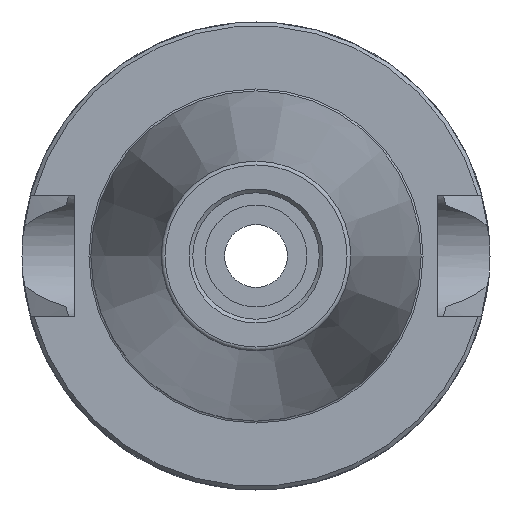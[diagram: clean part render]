
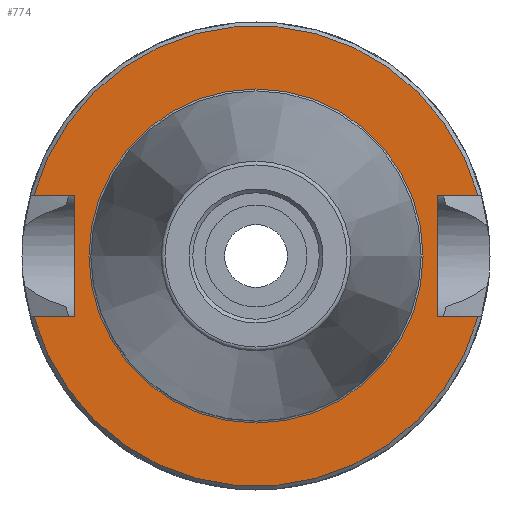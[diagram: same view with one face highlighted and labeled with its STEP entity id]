
A CAD part, left-side view. The second image highlights one B-rep face of the part: STEP entity #774.
In plain terms, the highlighted planar face has unit normal (-1, 0, 0).
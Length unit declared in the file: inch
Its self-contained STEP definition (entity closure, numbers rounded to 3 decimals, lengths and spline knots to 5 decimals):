
#98=LINE('',#1200,#143);
#104=LINE('',#1213,#149);
#106=LINE('',#1225,#151);
#108=LINE('',#1287,#153);
#114=LINE('',#1300,#159);
#117=LINE('',#1314,#162);
#143=VECTOR('',#966,39.37008);
#149=VECTOR('',#974,39.37008);
#151=VECTOR('',#978,39.37008);
#153=VECTOR('',#986,39.37008);
#159=VECTOR('',#994,39.37008);
#162=VECTOR('',#999,39.37008);
#189=FACE_BOUND('',#276,.T.);
#225=FACE_OUTER_BOUND('',#275,.T.);
#275=EDGE_LOOP('',(#669,#670,#671,#672,#673,#674,#675,#676));
#276=EDGE_LOOP('',(#677));
#305=CIRCLE('',#841,0.885);
#318=CIRCLE('',#863,1.22);
#321=CIRCLE('',#867,1.22);
#354=VERTEX_POINT('',#1194);
#355=VERTEX_POINT('',#1199);
#360=VERTEX_POINT('',#1210);
#361=VERTEX_POINT('',#1212);
#372=VERTEX_POINT('',#1281);
#373=VERTEX_POINT('',#1286);
#378=VERTEX_POINT('',#1297);
#379=VERTEX_POINT('',#1299);
#389=VERTEX_POINT('',#1366);
#435=EDGE_CURVE('',#354,#355,#98,.T.);
#441=EDGE_CURVE('',#360,#361,#104,.T.);
#445=EDGE_CURVE('',#355,#360,#106,.T.);
#456=EDGE_CURVE('',#373,#372,#108,.T.);
#462=EDGE_CURVE('',#379,#378,#114,.T.);
#467=EDGE_CURVE('',#373,#378,#117,.T.);
#477=EDGE_CURVE('',#389,#389,#305,.T.);
#495=EDGE_CURVE('',#354,#379,#318,.T.);
#498=EDGE_CURVE('',#372,#361,#321,.T.);
#669=ORIENTED_EDGE('',*,*,#441,.F.);
#670=ORIENTED_EDGE('',*,*,#445,.F.);
#671=ORIENTED_EDGE('',*,*,#435,.F.);
#672=ORIENTED_EDGE('',*,*,#495,.T.);
#673=ORIENTED_EDGE('',*,*,#462,.T.);
#674=ORIENTED_EDGE('',*,*,#467,.F.);
#675=ORIENTED_EDGE('',*,*,#456,.T.);
#676=ORIENTED_EDGE('',*,*,#498,.T.);
#677=ORIENTED_EDGE('',*,*,#477,.T.);
#738=PLANE('',#868);
#774=ADVANCED_FACE('',(#225,#189),#738,.F.);
#841=AXIS2_PLACEMENT_3D('',#1367,#1013,#1014);
#863=AXIS2_PLACEMENT_3D('',#1404,#1062,#1063);
#867=AXIS2_PLACEMENT_3D('',#1408,#1070,#1071);
#868=AXIS2_PLACEMENT_3D('',#1409,#1072,#1073);
#966=DIRECTION('',(0.,-1.,0.));
#974=DIRECTION('',(0.,1.,0.));
#978=DIRECTION('',(0.,0.,1.));
#986=DIRECTION('',(0.,-1.,0.));
#994=DIRECTION('',(0.,1.,0.));
#999=DIRECTION('',(0.,0.,-1.));
#1013=DIRECTION('center_axis',(1.,0.,0.));
#1014=DIRECTION('ref_axis',(0.,1.,0.));
#1062=DIRECTION('center_axis',(-1.,0.,0.));
#1063=DIRECTION('ref_axis',(0.,1.,0.));
#1070=DIRECTION('center_axis',(-1.,0.,0.));
#1071=DIRECTION('ref_axis',(0.,1.,0.));
#1072=DIRECTION('center_axis',(1.,0.,0.));
#1073=DIRECTION('ref_axis',(0.,1.,0.));
#1194=CARTESIAN_POINT('',(0.04,1.1766,-0.3225));
#1199=CARTESIAN_POINT('',(0.04,0.96,-0.3225));
#1200=CARTESIAN_POINT('',(0.04,0.875,-0.3225));
#1210=CARTESIAN_POINT('',(0.04,0.96,0.3225));
#1212=CARTESIAN_POINT('',(0.04,1.1766,0.3225));
#1213=CARTESIAN_POINT('',(0.04,0.875,0.3225));
#1225=CARTESIAN_POINT('',(0.04,0.96,0.));
#1281=CARTESIAN_POINT('',(0.04,-1.1766,0.3225));
#1286=CARTESIAN_POINT('',(0.04,-0.96,0.3225));
#1287=CARTESIAN_POINT('',(0.04,0.875,0.3225));
#1297=CARTESIAN_POINT('',(0.04,-0.96,-0.3225));
#1299=CARTESIAN_POINT('',(0.04,-1.1766,-0.3225));
#1300=CARTESIAN_POINT('',(0.04,0.875,-0.3225));
#1314=CARTESIAN_POINT('',(0.04,-0.96,0.));
#1366=CARTESIAN_POINT('',(0.04,-0.885,0.));
#1367=CARTESIAN_POINT('Origin',(0.04,0.,0.));
#1404=CARTESIAN_POINT('Origin',(0.04,0.,0.));
#1408=CARTESIAN_POINT('Origin',(0.04,0.,0.));
#1409=CARTESIAN_POINT('Origin',(0.04,0.875,0.));
